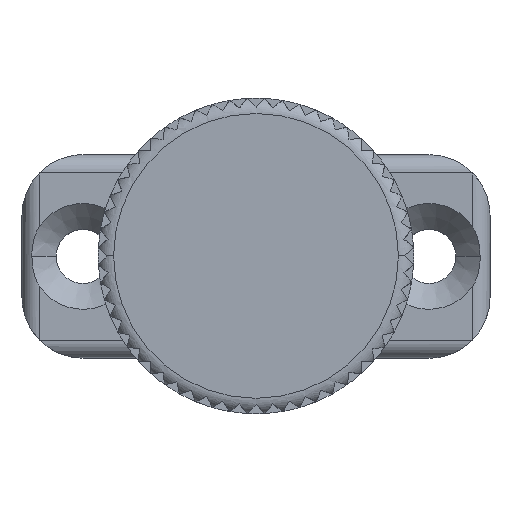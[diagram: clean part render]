
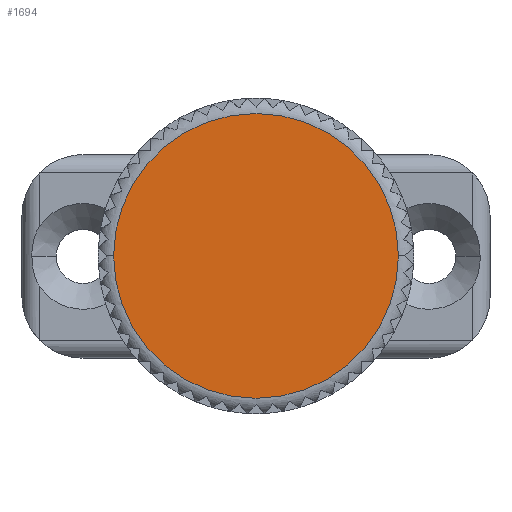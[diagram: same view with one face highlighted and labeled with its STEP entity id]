
A CAD part, top view. The second image highlights one B-rep face of the part: STEP entity #1694.
In plain terms, the highlighted planar face has unit normal (0, 0, 1).
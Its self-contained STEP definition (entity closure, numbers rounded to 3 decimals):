
#1424=VERTEX_POINT('',#3933);
#1630=EDGE_CURVE('',#3444,#1424,#4159,.T.);
#1694=ADVANCED_FACE('',(#4227),#4228,.T.);
#3336=EDGE_CURVE('',#1424,#3444,#6026,.T.);
#3444=VERTEX_POINT('',#6137);
#3933=CARTESIAN_POINT('',(-14.0,0.,33.5));
#4159=CIRCLE('',#7218,14.0);
#4227=FACE_OUTER_BOUND('',#7356,.T.);
#4228=PLANE('',#7357);
#6026=CIRCLE('',#10984,14.0);
#6137=CARTESIAN_POINT('',(14.0,0.,33.5));
#7218=AXIS2_PLACEMENT_3D('',#12421,#12422,#12423);
#7356=EDGE_LOOP('',(#12471,#12472));
#7357=AXIS2_PLACEMENT_3D('',#12473,#12474,#12475);
#10984=AXIS2_PLACEMENT_3D('',#14512,#14513,#14514);
#12421=CARTESIAN_POINT('',(0.0,0.,33.5));
#12422=DIRECTION('',(0.0,0.0,1.0));
#12423=DIRECTION('',(-1.0,0.,0.0));
#12471=ORIENTED_EDGE('',*,*,#3336,.T.);
#12472=ORIENTED_EDGE('',*,*,#1630,.T.);
#12473=CARTESIAN_POINT('',(-7.0,0.,33.5));
#12474=DIRECTION('',(0.0,0.0,1.0));
#12475=DIRECTION('',(-1.0,0.,0.0));
#14512=CARTESIAN_POINT('',(0.0,0.,33.5));
#14513=DIRECTION('',(0.0,0.0,1.0));
#14514=DIRECTION('',(-1.0,0.,0.0));
